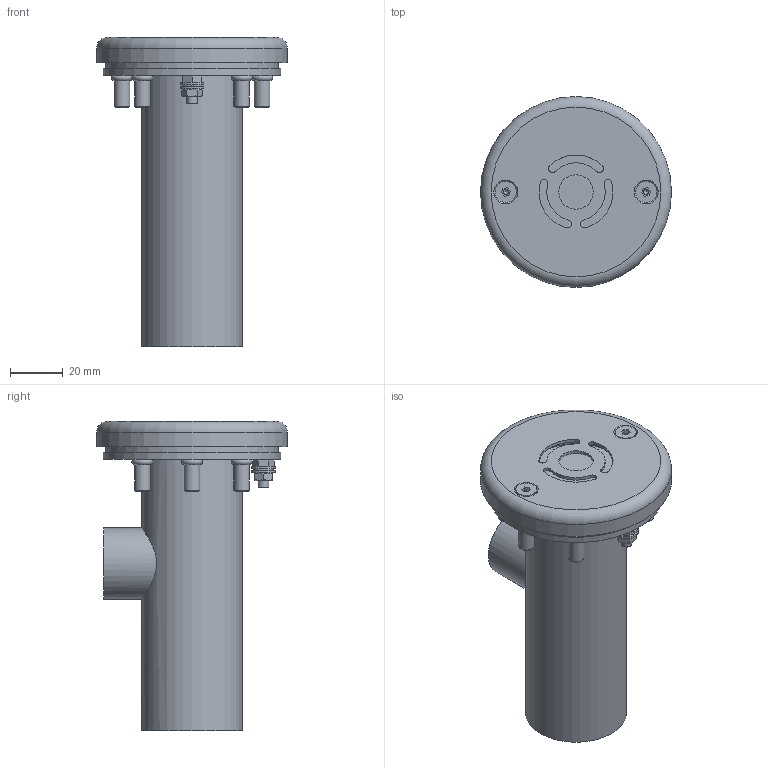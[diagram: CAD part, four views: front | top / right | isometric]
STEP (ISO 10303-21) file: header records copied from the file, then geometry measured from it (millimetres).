
FILE_DESCRIPTION (( 'STEP AP214' ), '1' );
FILE_NAME ('ÔÃ.05.000.00.000ÑÁ - Ôîðñóíêà ãèäðîìàññàæíàÿ G1.STEP', '2025-01-22T06:54:23', ( '' ), ( '' ), 'SwSTEP 2.0', 'SolidWorks 2022', '' );
FILE_SCHEMA (( 'AUTOMOTIVE_DESIGN' ));
Length unit declared in the file: millimetre
Products named in the file (1): ФГ.05.000.00.000СБ - Форсунка гидромассажная G1
Bounding box: 72.1 x 72.1 x 116.7 mm (x, y, z)
Volume: 168780.8 mm3; surface area: 41063.9 mm2
Topology: 11 solids, 19 shells, 282 faces, 579 edges, 374 vertices
Faces by surface type: plane 128, cylinder 90, cone 50, torus 14
Full cylindrical faces by diameter (mm): 3.3 x1, 3.5 x6, 4 x7, 4.3 x2, 4.5 x12, 5 x12, 5.9 x12, 6 x6, 8 x6, 9 x2, 13 x1, 27 x1, 37 x1, 38 x1, 65 x2, 67 x2, 69.7 x1, 72.1 x1
Entity records: 9831 total; most frequent: CARTESIAN_POINT 1274, DIRECTION 1166, ORIENTED_EDGE 800, AXIS2_PLACEMENT_3D 512, EDGE_LOOP 486, EDGE_CURVE 400, FACE_OUTER_BOUND 372, VERTEX_POINT 330
